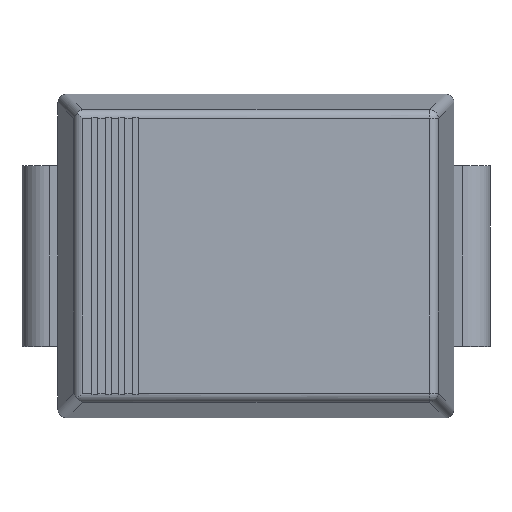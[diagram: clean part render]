
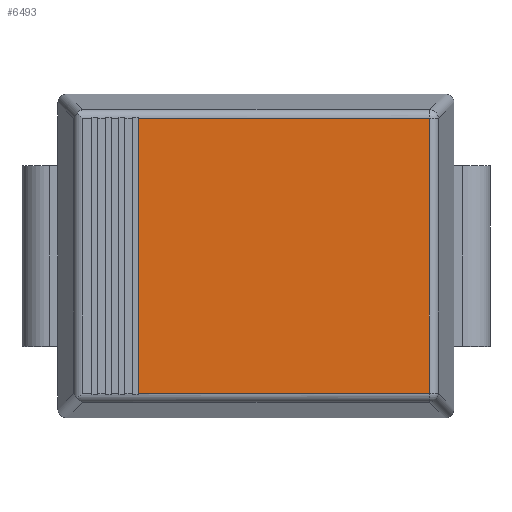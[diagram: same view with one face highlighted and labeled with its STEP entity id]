
A CAD part, top view. The second image highlights one B-rep face of the part: STEP entity #6493.
In plain terms, the highlighted planar face has unit normal (0, 0, 1).
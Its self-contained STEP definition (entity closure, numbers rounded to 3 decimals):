
#19 = VECTOR ( 'NONE', #1447, 1000. ) ;
#101 = EDGE_CURVE ( 'NONE', #364, #1114, #498, .T. ) ;
#196 = VECTOR ( 'NONE', #5656, 1000. ) ;
#364 = VERTEX_POINT ( 'NONE', #4670 ) ;
#372 = CARTESIAN_POINT ( 'NONE',  ( -1.308, 0., 1.075 ) ) ;
#480 = DIRECTION ( 'NONE',  ( 0., 1., 0. ) ) ;
#498 = LINE ( 'NONE', #3576, #196 ) ;
#587 = ORIENTED_EDGE ( 'NONE', *, *, #6430, .T. ) ;
#949 = LINE ( 'NONE', #3532, #19 ) ;
#1114 = VERTEX_POINT ( 'NONE', #4612 ) ;
#1170 = VERTEX_POINT ( 'NONE', #3067 ) ;
#1232 = CARTESIAN_POINT ( 'NONE',  ( 2.01, -1.527, 1.075 ) ) ;
#1430 = CARTESIAN_POINT ( 'NONE',  ( 0., 0., 1.075 ) ) ;
#1447 = DIRECTION ( 'NONE',  ( 0., 1., 0. ) ) ;
#1478 = VECTOR ( 'NONE', #1726, 1000. ) ;
#1726 = DIRECTION ( 'NONE',  ( 1., 0., 0. ) ) ;
#2904 = PLANE ( 'NONE',  #3435 ) ;
#2948 = ORIENTED_EDGE ( 'NONE', *, *, #3667, .F. ) ;
#3067 = CARTESIAN_POINT ( 'NONE',  ( -1.308, -1.527, 1.075 ) ) ;
#3435 = AXIS2_PLACEMENT_3D ( 'NONE', #1430, #4582, #4992 ) ;
#3532 = CARTESIAN_POINT ( 'NONE',  ( 1.927, 1.61, 1.075 ) ) ;
#3576 = CARTESIAN_POINT ( 'NONE',  ( -1.308, 1.527, 1.075 ) ) ;
#3594 = EDGE_LOOP ( 'NONE', ( #2948, #587, #6078, #4355 ) ) ;
#3667 = EDGE_CURVE ( 'NONE', #1170, #1114, #5029, .T. ) ;
#4020 = VERTEX_POINT ( 'NONE', #5192 ) ;
#4355 = ORIENTED_EDGE ( 'NONE', *, *, #101, .T. ) ;
#4508 = FACE_OUTER_BOUND ( 'NONE', #3594, .T. ) ;
#4582 = DIRECTION ( 'NONE',  ( 0., 0., 1. ) ) ;
#4612 = CARTESIAN_POINT ( 'NONE',  ( -1.308, 1.527, 1.075 ) ) ;
#4670 = CARTESIAN_POINT ( 'NONE',  ( 1.927, 1.527, 1.075 ) ) ;
#4992 = DIRECTION ( 'NONE',  ( 1., 0., 0. ) ) ;
#5029 = LINE ( 'NONE', #372, #6409 ) ;
#5192 = CARTESIAN_POINT ( 'NONE',  ( 1.927, -1.527, 1.075 ) ) ;
#5656 = DIRECTION ( 'NONE',  ( -1., 0., 0. ) ) ;
#5942 = EDGE_CURVE ( 'NONE', #4020, #364, #949, .T. ) ;
#6078 = ORIENTED_EDGE ( 'NONE', *, *, #5942, .T. ) ;
#6388 = LINE ( 'NONE', #1232, #1478 ) ;
#6409 = VECTOR ( 'NONE', #480, 1000. ) ;
#6430 = EDGE_CURVE ( 'NONE', #1170, #4020, #6388, .T. ) ;
#6493 = ADVANCED_FACE ( 'NONE', ( #4508 ), #2904, .T. ) ;
